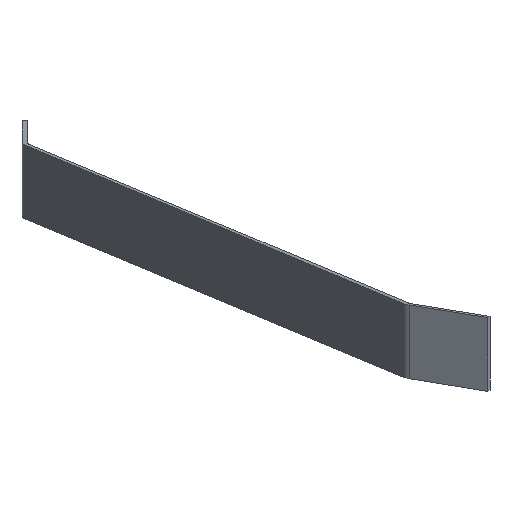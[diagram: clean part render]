
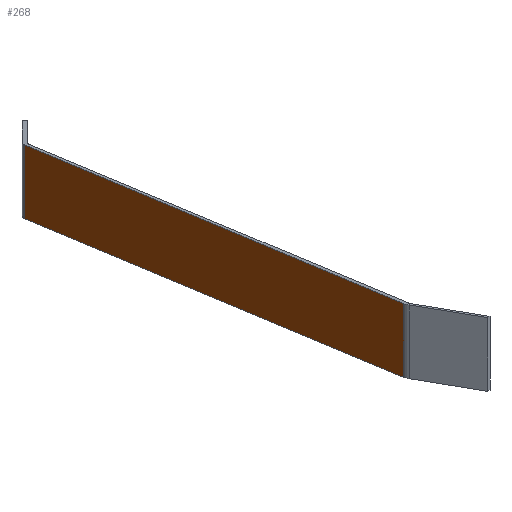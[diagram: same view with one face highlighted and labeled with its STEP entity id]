
A CAD part, top view. The second image highlights one B-rep face of the part: STEP entity #268.
In plain terms, the highlighted planar face has unit normal (-0.829, -0.159, 0.536).
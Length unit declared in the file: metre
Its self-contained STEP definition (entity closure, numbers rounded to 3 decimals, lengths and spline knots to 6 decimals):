
#88=ORIENTED_EDGE('',*,*,#112,.T.);
#89=ORIENTED_EDGE('',*,*,#137,.T.);
#90=ORIENTED_EDGE('',*,*,#131,.T.);
#91=ORIENTED_EDGE('',*,*,#138,.T.);
#112=EDGE_CURVE('',#149,#148,#171,.T.);
#131=EDGE_CURVE('',#157,#163,#183,.T.);
#137=EDGE_CURVE('',#148,#157,#189,.T.);
#138=EDGE_CURVE('',#163,#149,#190,.F.);
#148=VERTEX_POINT('',#400);
#149=VERTEX_POINT('',#402);
#157=VERTEX_POINT('',#422);
#163=VERTEX_POINT('',#436);
#171=LINE('',#401,#199);
#183=LINE('',#437,#211);
#189=LINE('',#450,#217);
#190=LINE('',#451,#218);
#199=VECTOR('',#322,1.);
#211=VECTOR('',#352,1.);
#217=VECTOR('',#372,1.);
#218=VECTOR('',#373,1.);
#230=EDGE_LOOP('',(#88,#89,#90,#91));
#244=FACE_BOUND('',#230,.T.);
#256=PLANE('',#303);
#268=ADVANCED_FACE('',(#244),#256,.F.);
#303=AXIS2_PLACEMENT_3D('',#449,#370,#371);
#322=DIRECTION('',(0.559,-0.235,0.795));
#352=DIRECTION('',(-0.559,0.235,-0.795));
#370=DIRECTION('',(0.829,0.159,-0.536));
#371=DIRECTION('',(0.543,0.,0.84));
#372=DIRECTION('',(0.,0.959,0.284));
#373=DIRECTION('',(0.,0.959,0.284));
#400=CARTESIAN_POINT('',(-0.034573,-0.781389,0.076708));
#401=CARTESIAN_POINT('',(-0.080834,-0.761919,0.010946));
#402=CARTESIAN_POINT('',(-0.154267,-0.731014,-0.093441));
#422=CARTESIAN_POINT('',(-0.034573,-0.758141,0.08359));
#436=CARTESIAN_POINT('',(-0.154267,-0.707766,-0.086559));
#437=CARTESIAN_POINT('',(-0.080834,-0.738671,0.017828));
#449=CARTESIAN_POINT('',(-0.080834,-0.738671,0.017828));
#450=CARTESIAN_POINT('',(-0.034573,-0.758141,0.08359));
#451=CARTESIAN_POINT('',(-0.154267,-0.707766,-0.086559));
